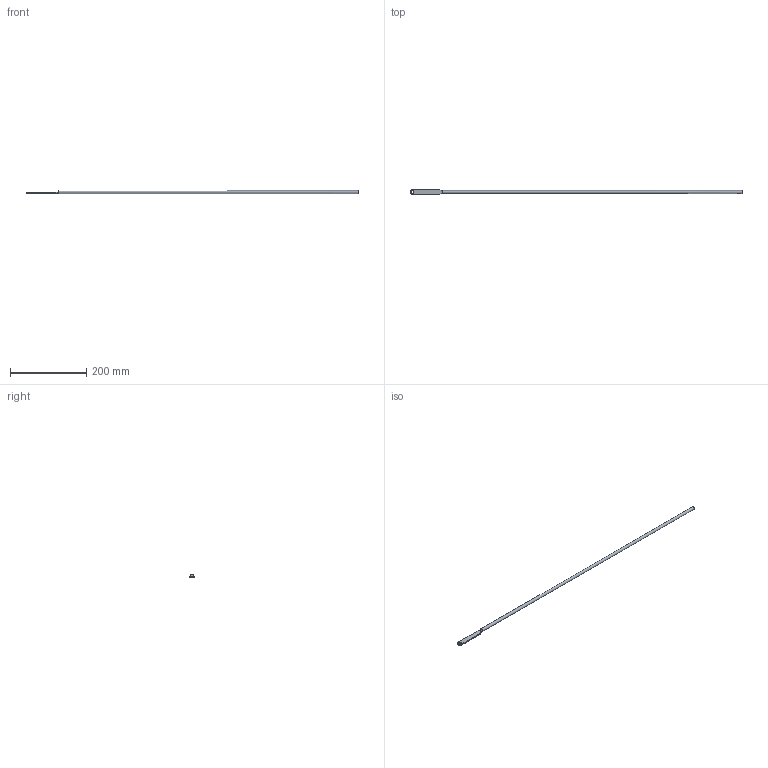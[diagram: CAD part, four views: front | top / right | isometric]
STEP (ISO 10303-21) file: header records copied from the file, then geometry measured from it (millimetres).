
FILE_DESCRIPTION((''),'2;1');
FILE_NAME('5611-5X.stp','2012-12-05T10:41:10',('fredp'),(''),'Autodesk Inventor 2013','Autodesk Inventor 2013','');
FILE_SCHEMA(('AUTOMOTIVE_DESIGN { 1 0 10303 214 1 1 1 1 }'));
Length unit declared in the file: inch
Products named in the file (1): 5611-5X
Bounding box: 869.95 x 12.7 x 7.87 mm (x, y, z)
Volume: 41096.1 mm3; surface area: 22037.8 mm2
Topology: 1 solids, 1 shells, 19 faces, 46 edges, 27 vertices
Faces by surface type: bspline 9, plane 6, cylinder 4
Full cylindrical faces by diameter (mm): 6.629 x1, 7.874 x1
Entity records: 984 total; most frequent: CARTESIAN_POINT 584, ORIENTED_EDGE 84, DIRECTION 56, EDGE_CURVE 42, VERTEX_POINT 27, AXIS2_PLACEMENT_3D 23, EDGE_LOOP 23, B_SPLINE_CURVE_WITH_KNOTS 20
